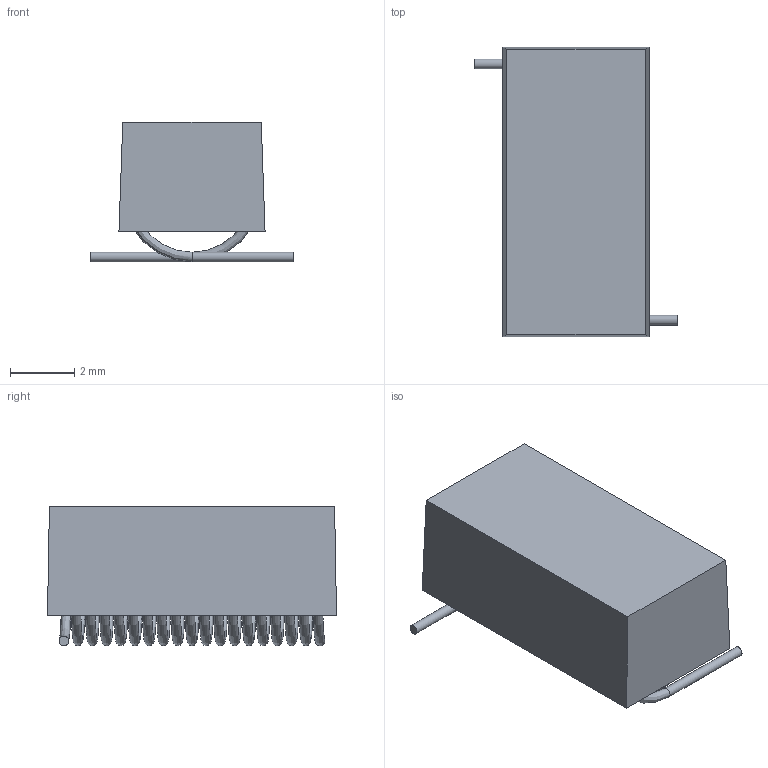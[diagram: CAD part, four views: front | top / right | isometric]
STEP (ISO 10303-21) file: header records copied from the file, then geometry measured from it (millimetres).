
FILE_DESCRIPTION(/* description */ ('Unknown','CAx-IF Rec.Pracs.---Representation and Presentation of Product Manufacturing Information (PMI)---4.0---2014-10-13','CAx-IF Rec.Pracs.---3D Tessellated Geometry---0.4---2014-09-14','2;1'),/* implementation_level */ '2;1');
FILE_NAME(/* name */ 'L_Wurth_WE-CAIR-5910',/* time_stamp */ '2025-03-18T13:36:53+08:00',/* author */ ('Unknown'),/* organization */ ('Unknown'),/* preprocessor_version */ 'ST-DEVELOPER v16.7',/* originating_system */ 'Solid Edge',/* authorisation */ 'Unknown');
FILE_SCHEMA (('AP242_MANAGED_MODEL_BASED_3D_ENGINEERING_MIM_LF { 1 0 10303 442 1 1 4 }'));
Length unit declared in the file: metre
Products named in the file (2): L_Wurth_WE-CAIR-5910
Assembly tree (1 placements, depth 2):
  L_Wurth_WE-CAIR-5910
    L_Wurth_WE-CAIR-5910
Bounding box: 6.34 x 9 x 4.35 mm (x, y, z)
Volume: 95.3 mm3; surface area: 550.5 mm2
Topology: 2 solids, 2 shells, 32 faces, 79 edges, 52 vertices
Faces by surface type: bspline 19, plane 10, cylinder 3
Full cylindrical faces by diameter (mm): 0.3 x2
Entity records: 4652 total; most frequent: CARTESIAN_POINT 3966, ORIENTED_EDGE 116, EDGE_LOOP 90, FACE_BOUND 90, EDGE_CURVE 58, DIRECTION 58, VERTEX_POINT 52, B_SPLINE_CURVE_WITH_KNOTS 36
